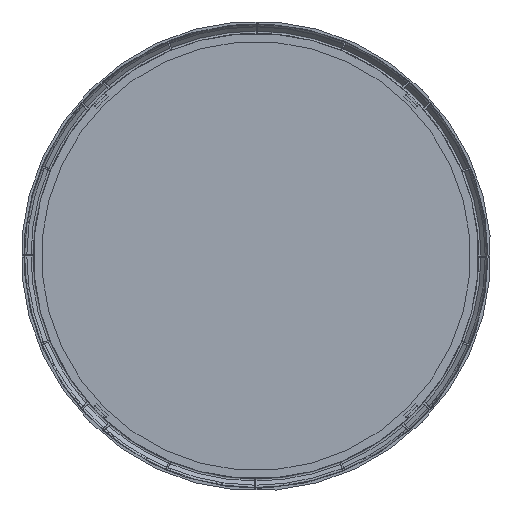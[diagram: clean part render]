
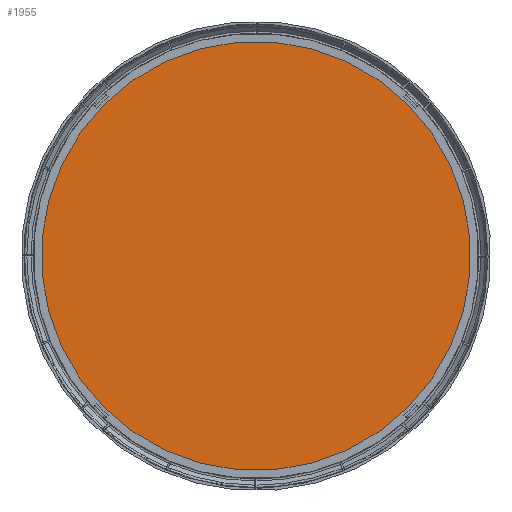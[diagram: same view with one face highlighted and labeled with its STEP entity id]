
A CAD part, front view. The second image highlights one B-rep face of the part: STEP entity #1955.
In plain terms, the highlighted face is planar.
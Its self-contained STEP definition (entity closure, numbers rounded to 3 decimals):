
#1955=ADVANCED_FACE('',(#3896),#3897,.T.);
#3896=FACE_OUTER_BOUND('',#13993,.T.);
#3897=PLANE('',#13994);
#13993=EDGE_LOOP('',(#19250));
#13994=AXIS2_PLACEMENT_3D('',#19251,#19252,#19253);
#14719=EDGE_CURVE('',#20454,#20454,#20455,.T.);
#19250=ORIENTED_EDGE('',*,*,#14719,.T.);
#19251=CARTESIAN_POINT('',(0.0,0.0,0.0));
#19252=DIRECTION('',(0.0,0.0,-1.0));
#19253=DIRECTION('',(0.0,-1.0,0.0));
#20454=VERTEX_POINT('',#24412);
#20455=CIRCLE('',#24413,158.0);
#24412=CARTESIAN_POINT('',(-111.723,111.723,0.0));
#24413=AXIS2_PLACEMENT_3D('',#28442,#28443,#28444);
#28442=CARTESIAN_POINT('',(0.,0.,0.0));
#28443=DIRECTION('',(0.0,0.0,-1.0));
#28444=DIRECTION('',(0.707,-0.707,0.0));
